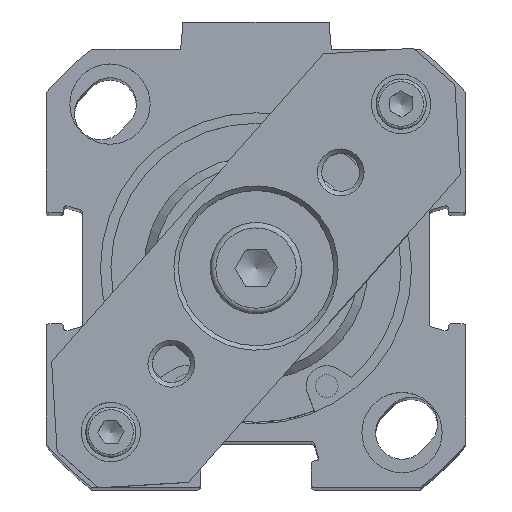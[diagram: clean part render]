
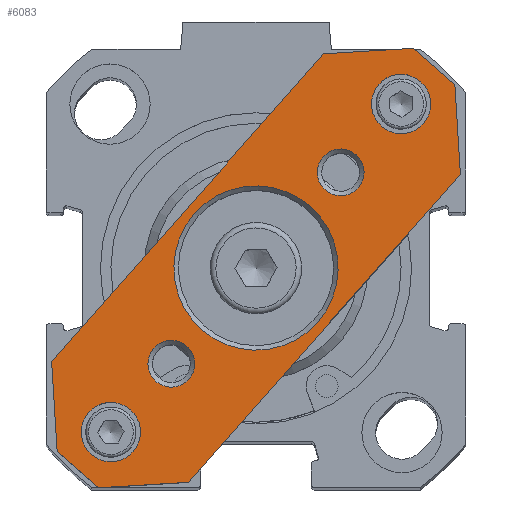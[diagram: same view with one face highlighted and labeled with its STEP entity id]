
A CAD part, top view. The second image highlights one B-rep face of the part: STEP entity #6083.
In plain terms, the highlighted planar face has unit normal (0, 0, 1).
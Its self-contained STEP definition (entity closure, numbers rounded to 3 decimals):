
#5826=CARTESIAN_POINT('',(18.41,20.091,100.5));
#5827=VERTEX_POINT('',#5826);
#5828=CARTESIAN_POINT('',(16.214,17.695,100.5));
#5829=DIRECTION('',(0.,0.,-1.0));
#5830=DIRECTION('',(0.676,0.737,0.));
#5831=AXIS2_PLACEMENT_3D('',#5828,#5829,#5830);
#5832=CIRCLE('',#5831,3.25);
#5833=EDGE_CURVE('',#5827,#5827,#5832,.T.);
#5866=CARTESIAN_POINT('',(-14.018,-15.299,100.5));
#5867=VERTEX_POINT('',#5866);
#5868=CARTESIAN_POINT('',(-16.214,-17.695,100.5));
#5869=DIRECTION('',(0.,0.,-1.0));
#5870=DIRECTION('',(0.676,0.737,0.));
#5871=AXIS2_PLACEMENT_3D('',#5868,#5869,#5870);
#5872=CIRCLE('',#5871,3.25);
#5873=EDGE_CURVE('',#5867,#5867,#5872,.T.);
#5969=CARTESIAN_POINT('',(-7.724,-8.429,100.5));
#5970=VERTEX_POINT('',#5969);
#5971=CARTESIAN_POINT('',(-9.458,-10.322,100.5));
#5972=DIRECTION('',(0.,0.,1.0));
#5973=DIRECTION('',(-0.676,-0.737,0.));
#5974=AXIS2_PLACEMENT_3D('',#5971,#5972,#5973);
#5975=CIRCLE('',#5974,2.567);
#5976=EDGE_CURVE('',#5970,#5970,#5975,.T.);
#5981=CARTESIAN_POINT('',(0.,0.,100.5));
#5982=DIRECTION('',(0.0,0.0,1.0));
#5983=DIRECTION('',(0.676,0.737,0.0));
#5984=AXIS2_PLACEMENT_3D('',#5981,#5982,#5983);
#5985=PLANE('',#5984);
#5986=CARTESIAN_POINT('',(-17.718,-23.776,100.5));
#5987=VERTEX_POINT('',#5986);
#5988=CARTESIAN_POINT('',(-22.142,-19.723,100.5));
#5989=VERTEX_POINT('',#5988);
#5990=CARTESIAN_POINT('',(-17.718,-23.776,100.5));
#5991=DIRECTION('',(-0.737,0.676,0.0));
#5992=VECTOR('',#5991,6.);
#5993=LINE('',#5990,#5992);
#5994=EDGE_CURVE('',#5987,#5989,#5993,.T.);
#5995=ORIENTED_EDGE('',*,*,#5994,.F.);
#5996=CARTESIAN_POINT('',(-7.828,-23.345,100.5));
#5997=VERTEX_POINT('',#5996);
#5998=CARTESIAN_POINT('',(-7.828,-23.345,100.5));
#5999=DIRECTION('',(-0.999,-0.044,0.0));
#6000=VECTOR('',#5999,9.899);
#6001=LINE('',#5998,#6000);
#6002=EDGE_CURVE('',#5997,#5987,#6001,.T.);
#6003=ORIENTED_EDGE('',*,*,#6002,.F.);
#6004=CARTESIAN_POINT('',(22.574,9.833,100.5));
#6005=VERTEX_POINT('',#6004);
#6006=CARTESIAN_POINT('',(22.574,9.833,100.5));
#6007=DIRECTION('',(-0.676,-0.737,0.));
#6008=VECTOR('',#6007,45.0);
#6009=LINE('',#6006,#6008);
#6010=EDGE_CURVE('',#6005,#5997,#6009,.T.);
#6011=ORIENTED_EDGE('',*,*,#6010,.F.);
#6012=CARTESIAN_POINT('',(22.142,19.723,100.5));
#6013=VERTEX_POINT('',#6012);
#6014=CARTESIAN_POINT('',(22.142,19.723,100.5));
#6015=DIRECTION('',(0.044,-0.999,0.0));
#6016=VECTOR('',#6015,9.899);
#6017=LINE('',#6014,#6016);
#6018=EDGE_CURVE('',#6013,#6005,#6017,.T.);
#6019=ORIENTED_EDGE('',*,*,#6018,.F.);
#6020=CARTESIAN_POINT('',(17.718,23.776,100.5));
#6021=VERTEX_POINT('',#6020);
#6022=CARTESIAN_POINT('',(17.718,23.776,100.5));
#6023=DIRECTION('',(0.737,-0.676,0.0));
#6024=VECTOR('',#6023,6.);
#6025=LINE('',#6022,#6024);
#6026=EDGE_CURVE('',#6021,#6013,#6025,.T.);
#6027=ORIENTED_EDGE('',*,*,#6026,.F.);
#6028=CARTESIAN_POINT('',(7.828,23.345,100.5));
#6029=VERTEX_POINT('',#6028);
#6030=CARTESIAN_POINT('',(7.828,23.345,100.5));
#6031=DIRECTION('',(0.999,0.044,0.0));
#6032=VECTOR('',#6031,9.899);
#6033=LINE('',#6030,#6032);
#6034=EDGE_CURVE('',#6029,#6021,#6033,.T.);
#6035=ORIENTED_EDGE('',*,*,#6034,.F.);
#6036=CARTESIAN_POINT('',(-22.574,-9.833,100.5));
#6037=VERTEX_POINT('',#6036);
#6038=CARTESIAN_POINT('',(-22.574,-9.833,100.5));
#6039=DIRECTION('',(0.676,0.737,0.));
#6040=VECTOR('',#6039,45.0);
#6041=LINE('',#6038,#6040);
#6042=EDGE_CURVE('',#6037,#6029,#6041,.T.);
#6043=ORIENTED_EDGE('',*,*,#6042,.F.);
#6044=CARTESIAN_POINT('',(-22.142,-19.723,100.5));
#6045=DIRECTION('',(-0.044,0.999,0.0));
#6046=VECTOR('',#6045,9.899);
#6047=LINE('',#6044,#6046);
#6048=EDGE_CURVE('',#5989,#6037,#6047,.T.);
#6049=ORIENTED_EDGE('',*,*,#6048,.F.);
#6050=EDGE_LOOP('',(#5995,#6003,#6011,#6019,#6027,#6035,#6043,#6049));
#6051=FACE_OUTER_BOUND('',#6050,.T.);
#6052=ORIENTED_EDGE('',*,*,#5833,.T.);
#6053=EDGE_LOOP('',(#6052));
#6054=FACE_BOUND('',#6053,.T.);
#6055=ORIENTED_EDGE('',*,*,#5873,.T.);
#6056=EDGE_LOOP('',(#6055));
#6057=FACE_BOUND('',#6056,.T.);
#6058=CARTESIAN_POINT('',(11.193,12.214,100.5));
#6059=VERTEX_POINT('',#6058);
#6060=CARTESIAN_POINT('',(9.458,10.322,100.5));
#6061=DIRECTION('',(0.,0.,1.0));
#6062=DIRECTION('',(-0.676,-0.737,0.));
#6063=AXIS2_PLACEMENT_3D('',#6060,#6061,#6062);
#6064=CIRCLE('',#6063,2.567);
#6065=EDGE_CURVE('',#6059,#6059,#6064,.T.);
#6066=ORIENTED_EDGE('',*,*,#6065,.F.);
#6067=EDGE_LOOP('',(#6066));
#6068=FACE_BOUND('',#6067,.T.);
#6069=CARTESIAN_POINT('',(6.08,6.635,100.5));
#6070=VERTEX_POINT('',#6069);
#6071=CARTESIAN_POINT('',(0.,0.,100.5));
#6072=DIRECTION('',(0.,0.,1.0));
#6073=DIRECTION('',(-0.676,-0.737,0.));
#6074=AXIS2_PLACEMENT_3D('',#6071,#6072,#6073);
#6075=CIRCLE('',#6074,9.0);
#6076=EDGE_CURVE('',#6070,#6070,#6075,.T.);
#6077=ORIENTED_EDGE('',*,*,#6076,.F.);
#6078=EDGE_LOOP('',(#6077));
#6079=FACE_BOUND('',#6078,.T.);
#6080=ORIENTED_EDGE('',*,*,#5976,.F.);
#6081=EDGE_LOOP('',(#6080));
#6082=FACE_BOUND('',#6081,.T.);
#6083=ADVANCED_FACE('',(#6051,#6054,#6057,#6068,#6079,#6082),#5985,.T.);
